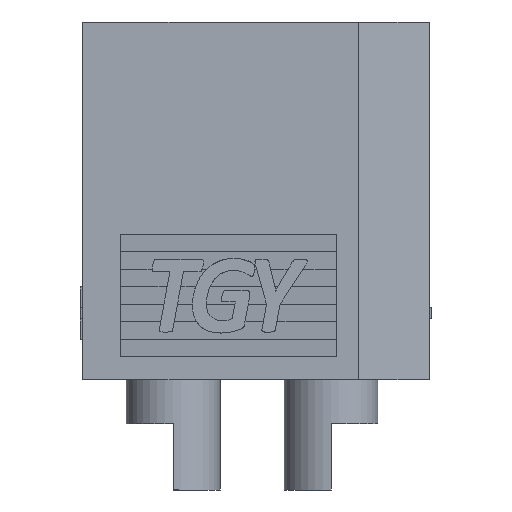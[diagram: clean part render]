
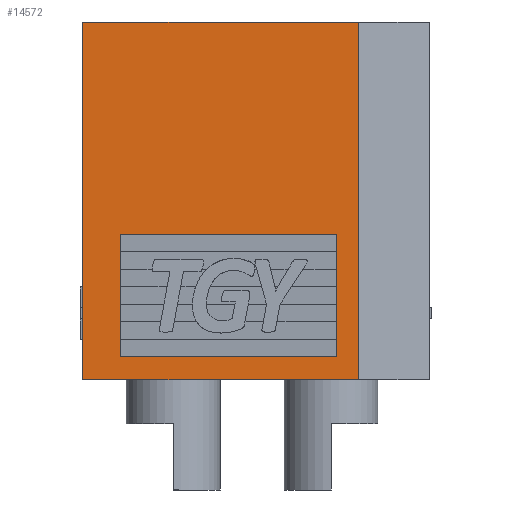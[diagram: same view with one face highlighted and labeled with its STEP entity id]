
A CAD part, front view. The second image highlights one B-rep face of the part: STEP entity #14572.
In plain terms, the highlighted planar face has unit normal (0, -1, 0).
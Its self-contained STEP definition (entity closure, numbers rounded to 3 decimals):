
#167 = ORIENTED_EDGE ( 'NONE', *, *, #2837, .T. ) ;
#357 = DIRECTION ( 'NONE',  ( 1., 0., 0. ) ) ;
#358 = ORIENTED_EDGE ( 'NONE', *, *, #6500, .F. ) ;
#412 = DIRECTION ( 'NONE',  ( -1., 0., 0. ) ) ;
#488 = LINE ( 'NONE', #13625, #7270 ) ;
#519 = ORIENTED_EDGE ( 'NONE', *, *, #14498, .T. ) ;
#539 = CARTESIAN_POINT ( 'NONE',  ( 11.5, -4.075, -15.15 ) ) ;
#899 = VECTOR ( 'NONE', #12808, 1000. ) ;
#1422 = EDGE_CURVE ( 'NONE', #11546, #14015, #10465, .T. ) ;
#1443 = VERTEX_POINT ( 'NONE', #7984 ) ;
#1453 = CARTESIAN_POINT ( 'NONE',  ( 0., -4.075, -16.2 ) ) ;
#1545 = LINE ( 'NONE', #8686, #2157 ) ;
#2157 = VECTOR ( 'NONE', #9939, 1000. ) ;
#2474 = VECTOR ( 'NONE', #2668, 1000. ) ;
#2527 = VECTOR ( 'NONE', #10456, 1000. ) ;
#2668 = DIRECTION ( 'NONE',  ( 0., 0., 1. ) ) ;
#2715 = PLANE ( 'NONE',  #14709 ) ;
#2837 = EDGE_CURVE ( 'NONE', #1443, #12694, #1545, .T. ) ;
#2881 = CARTESIAN_POINT ( 'NONE',  ( 0., -4.075, 0. ) ) ;
#3208 = CARTESIAN_POINT ( 'NONE',  ( 12.5, -4.075, 0. ) ) ;
#3316 = CARTESIAN_POINT ( 'NONE',  ( 11.5, -4.075, -9.62 ) ) ;
#4139 = CARTESIAN_POINT ( 'NONE',  ( 0., -4.075, -16.2 ) ) ;
#4223 = ORIENTED_EDGE ( 'NONE', *, *, #10384, .F. ) ;
#4303 = VERTEX_POINT ( 'NONE', #12013 ) ;
#4453 = ORIENTED_EDGE ( 'NONE', *, *, #1422, .F. ) ;
#4712 = VECTOR ( 'NONE', #11827, 1000. ) ;
#5045 = DIRECTION ( 'NONE',  ( 0., -1., 0. ) ) ;
#5124 = FACE_OUTER_BOUND ( 'NONE', #10419, .T. ) ;
#5899 = LINE ( 'NONE', #10869, #4712 ) ;
#5999 = ORIENTED_EDGE ( 'NONE', *, *, #7443, .T. ) ;
#6050 = VECTOR ( 'NONE', #7713, 1000. ) ;
#6356 = FACE_BOUND ( 'NONE', #10341, .T. ) ;
#6500 = EDGE_CURVE ( 'NONE', #4303, #12694, #13615, .T. ) ;
#6803 = LINE ( 'NONE', #7747, #2527 ) ;
#7270 = VECTOR ( 'NONE', #412, 1000. ) ;
#7443 = EDGE_CURVE ( 'NONE', #11546, #9470, #5899, .T. ) ;
#7707 = VERTEX_POINT ( 'NONE', #13827 ) ;
#7713 = DIRECTION ( 'NONE',  ( 1., 0., 0. ) ) ;
#7747 = CARTESIAN_POINT ( 'NONE',  ( 1.7, -4.075, -8.1 ) ) ;
#7984 = CARTESIAN_POINT ( 'NONE',  ( 12.5, -4.075, -16.2 ) ) ;
#8686 = CARTESIAN_POINT ( 'NONE',  ( 12.5, -4.075, -16.2 ) ) ;
#9470 = VERTEX_POINT ( 'NONE', #539 ) ;
#9939 = DIRECTION ( 'NONE',  ( 0., 0., 1. ) ) ;
#9946 = CARTESIAN_POINT ( 'NONE',  ( 0., -4.075, -16.2 ) ) ;
#10341 = EDGE_LOOP ( 'NONE', ( #4453, #5999, #519, #11983 ) ) ;
#10384 = EDGE_CURVE ( 'NONE', #7707, #4303, #12316, .T. ) ;
#10419 = EDGE_LOOP ( 'NONE', ( #358, #4223, #14170, #167 ) ) ;
#10456 = DIRECTION ( 'NONE',  ( 0., 0., -1. ) ) ;
#10465 = LINE ( 'NONE', #3316, #899 ) ;
#10869 = CARTESIAN_POINT ( 'NONE',  ( 11.5, -4.075, -8.1 ) ) ;
#11546 = VERTEX_POINT ( 'NONE', #13603 ) ;
#11827 = DIRECTION ( 'NONE',  ( 0., 0., -1. ) ) ;
#11983 = ORIENTED_EDGE ( 'NONE', *, *, #13435, .F. ) ;
#12013 = CARTESIAN_POINT ( 'NONE',  ( 0., -4.075, 0. ) ) ;
#12296 = CARTESIAN_POINT ( 'NONE',  ( 1.7, -4.075, -9.62 ) ) ;
#12316 = LINE ( 'NONE', #4139, #2474 ) ;
#12455 = VECTOR ( 'NONE', #357, 1000. ) ;
#12694 = VERTEX_POINT ( 'NONE', #3208 ) ;
#12808 = DIRECTION ( 'NONE',  ( -1., 0., 0. ) ) ;
#12891 = CARTESIAN_POINT ( 'NONE',  ( 1.7, -4.075, -15.15 ) ) ;
#13068 = VERTEX_POINT ( 'NONE', #12891 ) ;
#13341 = EDGE_CURVE ( 'NONE', #7707, #1443, #13487, .T. ) ;
#13435 = EDGE_CURVE ( 'NONE', #14015, #13068, #6803, .T. ) ;
#13487 = LINE ( 'NONE', #1453, #12455 ) ;
#13603 = CARTESIAN_POINT ( 'NONE',  ( 11.5, -4.075, -9.62 ) ) ;
#13615 = LINE ( 'NONE', #2881, #6050 ) ;
#13625 = CARTESIAN_POINT ( 'NONE',  ( 11.5, -4.075, -15.15 ) ) ;
#13827 = CARTESIAN_POINT ( 'NONE',  ( 0., -4.075, -16.2 ) ) ;
#14015 = VERTEX_POINT ( 'NONE', #12296 ) ;
#14170 = ORIENTED_EDGE ( 'NONE', *, *, #13341, .T. ) ;
#14498 = EDGE_CURVE ( 'NONE', #9470, #13068, #488, .T. ) ;
#14572 = ADVANCED_FACE ( 'NONE', ( #5124, #6356 ), #2715, .T. ) ;
#14709 = AXIS2_PLACEMENT_3D ( 'NONE', #9946, #5045, #14767 ) ;
#14767 = DIRECTION ( 'NONE',  ( 1., 0., 0. ) ) ;
